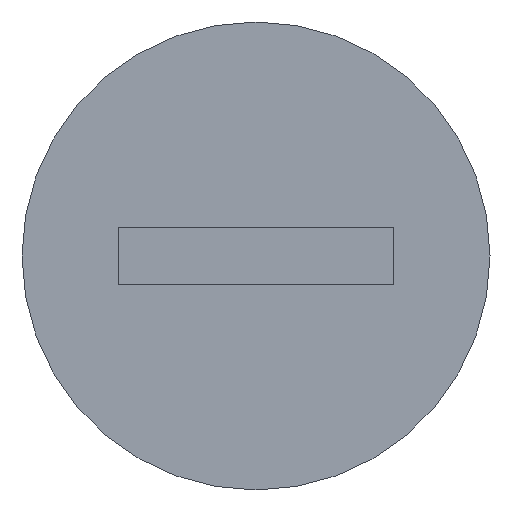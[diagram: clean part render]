
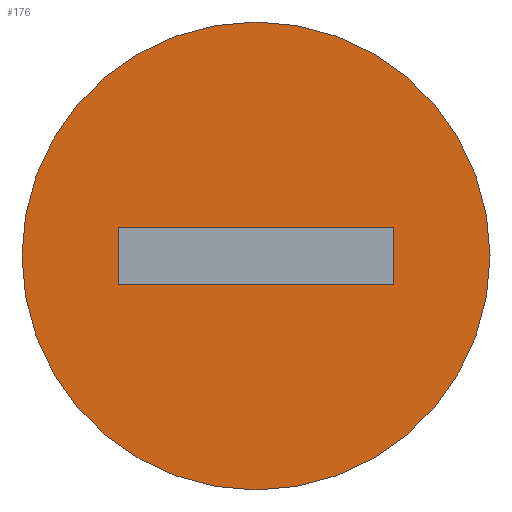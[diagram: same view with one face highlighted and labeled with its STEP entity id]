
A CAD part, front view. The second image highlights one B-rep face of the part: STEP entity #176.
In plain terms, the highlighted planar face has unit normal (0, -1, 0).
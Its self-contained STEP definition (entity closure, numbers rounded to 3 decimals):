
#4 = LINE ( 'NONE', #143, #312 ) ;
#17 = CARTESIAN_POINT ( 'NONE',  ( -0.483, -11., -0.1 ) ) ;
#27 = CARTESIAN_POINT ( 'NONE',  ( 0., -11., 0. ) ) ;
#33 = AXIS2_PLACEMENT_3D ( 'NONE', #107, #75, #337 ) ;
#44 = PLANE ( 'NONE',  #33 ) ;
#46 = EDGE_CURVE ( 'NONE', #315, #418, #268, .T. ) ;
#70 = ORIENTED_EDGE ( 'NONE', *, *, #212, .T. ) ;
#75 = DIRECTION ( 'NONE',  ( 0., 1., 0. ) ) ;
#107 = CARTESIAN_POINT ( 'NONE',  ( 0., -11., 0. ) ) ;
#111 = ORIENTED_EDGE ( 'NONE', *, *, #46, .F. ) ;
#114 = EDGE_LOOP ( 'NONE', ( #70, #191, #159, #111 ) ) ;
#125 = EDGE_LOOP ( 'NONE', ( #342 ) ) ;
#139 = VERTEX_POINT ( 'NONE', #201 ) ;
#141 = EDGE_CURVE ( 'NONE', #208, #348, #4, .T. ) ;
#142 = FACE_OUTER_BOUND ( 'NONE', #125, .T. ) ;
#143 = CARTESIAN_POINT ( 'NONE',  ( 0., -11., 0.1 ) ) ;
#150 = AXIS2_PLACEMENT_3D ( 'NONE', #27, #229, #292 ) ;
#159 = ORIENTED_EDGE ( 'NONE', *, *, #421, .F. ) ;
#160 = VECTOR ( 'NONE', #364, 1000. ) ;
#168 = CARTESIAN_POINT ( 'NONE',  ( 0.483, -11., -0.1 ) ) ;
#170 = LINE ( 'NONE', #426, #256 ) ;
#176 = ADVANCED_FACE ( 'NONE', ( #370, #142 ), #44, .F. ) ;
#191 = ORIENTED_EDGE ( 'NONE', *, *, #141, .T. ) ;
#201 = CARTESIAN_POINT ( 'NONE',  ( -0.819, -11., 0. ) ) ;
#208 = VERTEX_POINT ( 'NONE', #372 ) ;
#212 = EDGE_CURVE ( 'NONE', #315, #208, #235, .T. ) ;
#229 = DIRECTION ( 'NONE',  ( 0., 1., 0. ) ) ;
#232 = VECTOR ( 'NONE', #322, 1000. ) ;
#235 = LINE ( 'NONE', #374, #160 ) ;
#256 = VECTOR ( 'NONE', #428, 1000. ) ;
#263 = CIRCLE ( 'NONE', #150, 0.819 ) ;
#268 = LINE ( 'NONE', #354, #232 ) ;
#292 = DIRECTION ( 'NONE',  ( -1., 0., 0. ) ) ;
#312 = VECTOR ( 'NONE', #330, 1000. ) ;
#315 = VERTEX_POINT ( 'NONE', #17 ) ;
#322 = DIRECTION ( 'NONE',  ( 1., 0., 0. ) ) ;
#330 = DIRECTION ( 'NONE',  ( 1., 0., 0. ) ) ;
#337 = DIRECTION ( 'NONE',  ( -1., 0., 0. ) ) ;
#342 = ORIENTED_EDGE ( 'NONE', *, *, #409, .F. ) ;
#348 = VERTEX_POINT ( 'NONE', #419 ) ;
#354 = CARTESIAN_POINT ( 'NONE',  ( 0., -11., -0.1 ) ) ;
#364 = DIRECTION ( 'NONE',  ( 0., 0., 1. ) ) ;
#370 = FACE_BOUND ( 'NONE', #114, .T. ) ;
#372 = CARTESIAN_POINT ( 'NONE',  ( -0.483, -11., 0.1 ) ) ;
#374 = CARTESIAN_POINT ( 'NONE',  ( -0.483, -11., 0. ) ) ;
#409 = EDGE_CURVE ( 'NONE', #139, #139, #263, .T. ) ;
#418 = VERTEX_POINT ( 'NONE', #168 ) ;
#419 = CARTESIAN_POINT ( 'NONE',  ( 0.483, -11., 0.1 ) ) ;
#421 = EDGE_CURVE ( 'NONE', #418, #348, #170, .T. ) ;
#426 = CARTESIAN_POINT ( 'NONE',  ( 0.483, -11., 0. ) ) ;
#428 = DIRECTION ( 'NONE',  ( 0., 0., 1. ) ) ;
